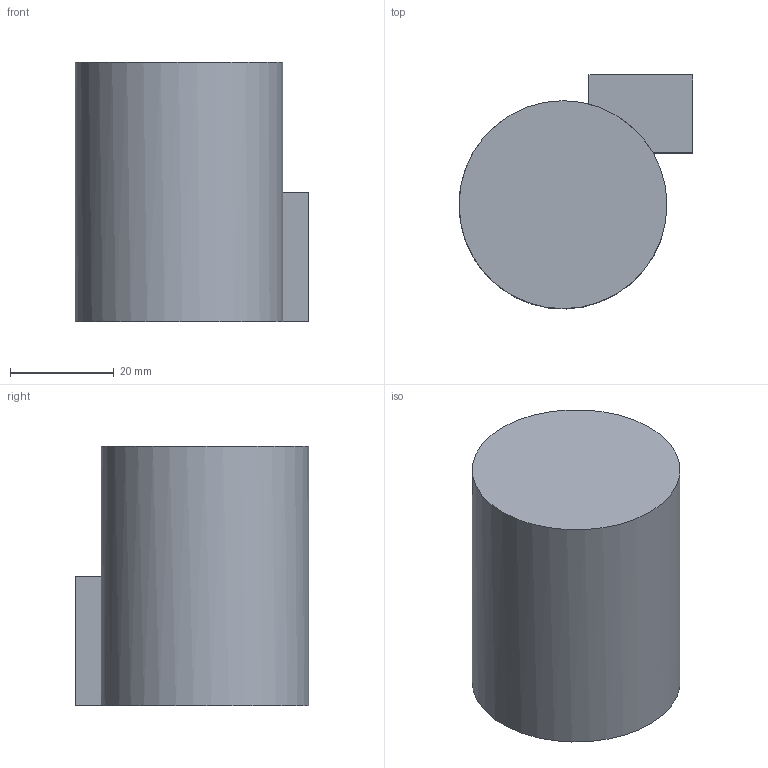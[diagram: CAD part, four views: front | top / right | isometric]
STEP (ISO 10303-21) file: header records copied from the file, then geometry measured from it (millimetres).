
FILE_DESCRIPTION(('Open CASCADE Model'),'2;1');
FILE_NAME('Open CASCADE Shape Model','2023-03-15T22:50:53',('Author'),( 'Open CASCADE'),'Open CASCADE STEP processor 7.6','Open CASCADE 7.6' ,'Unknown');
FILE_SCHEMA(('AUTOMOTIVE_DESIGN { 1 0 10303 214 1 1 1 1 }'));
Length unit declared in the file: millimetre
Products named in the file (1): Open CASCADE STEP translator 7.6 1
Bounding box: 45 x 45 x 50 mm (x, y, z)
Volume: 68484.6 mm3; surface area: 10059.3 mm2
Topology: 1 solids, 1 shells, 10 faces, 21 edges, 13 vertices
Faces by surface type: plane 9, cylinder 1
Full cylindrical faces by diameter (mm): 40 x1
Entity records: 550 total; most frequent: CARTESIAN_POINT 95, DIRECTION 87, LINE 50, VECTOR 50, ORIENTED_EDGE 42, PCURVE 42, DEFINITIONAL_REPRESENTATION 42, EDGE_CURVE 21
